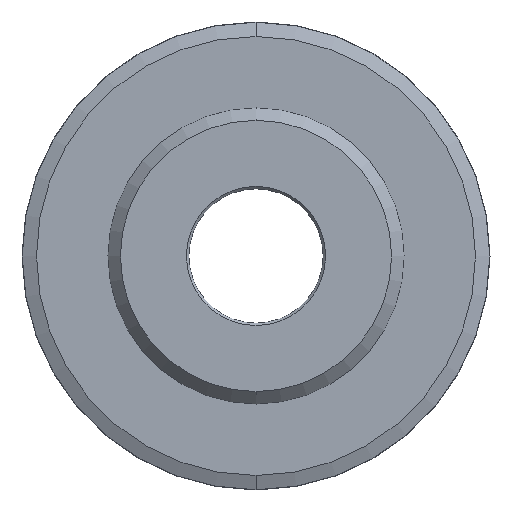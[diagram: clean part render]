
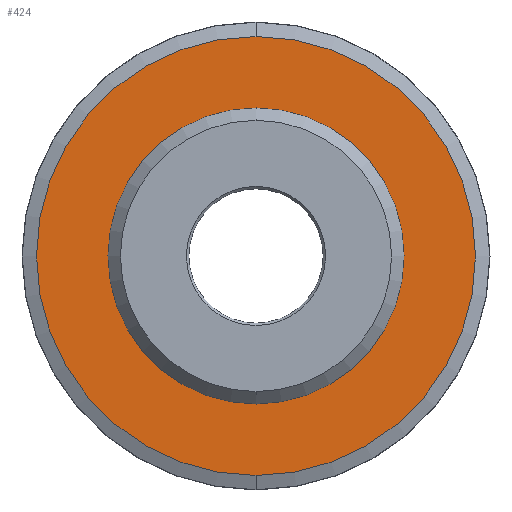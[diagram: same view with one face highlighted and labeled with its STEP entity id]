
A CAD part, top view. The second image highlights one B-rep face of the part: STEP entity #424.
In plain terms, the highlighted planar face has unit normal (0, 0, 1).
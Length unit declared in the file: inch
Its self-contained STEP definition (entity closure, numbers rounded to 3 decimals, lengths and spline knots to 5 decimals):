
#11 = DIRECTION ( 'NONE',  ( 0., -1., 0. ) ) ;
#20 = DIRECTION ( 'NONE',  ( 0., 0., 1. ) ) ;
#23 = DIRECTION ( 'NONE',  ( 0., 0., 1. ) ) ;
#33 = DIRECTION ( 'NONE',  ( 0., -1., 0. ) ) ;
#61 = CARTESIAN_POINT ( 'NONE',  ( 0., -0.95525, 0.0415 ) ) ;
#66 = ORIENTED_EDGE ( 'NONE', *, *, #140, .T. ) ;
#72 = DIRECTION ( 'NONE',  ( 0., 1., 0. ) ) ;
#75 = CARTESIAN_POINT ( 'NONE',  ( 0., -1.41626, 0.0415 ) ) ;
#79 = DIRECTION ( 'NONE',  ( 0., 0., -1. ) ) ;
#87 = AXIS2_PLACEMENT_3D ( 'NONE', #153, #20, #11 ) ;
#93 = AXIS2_PLACEMENT_3D ( 'NONE', #502, #267, #359 ) ;
#94 = CARTESIAN_POINT ( 'NONE',  ( 0., 0.95525, 0.0415 ) ) ;
#111 = EDGE_LOOP ( 'NONE', ( #314, #401 ) ) ;
#113 = EDGE_CURVE ( 'NONE', #567, #375, #372, .T. ) ;
#140 = EDGE_CURVE ( 'NONE', #430, #209, #404, .T. ) ;
#153 = CARTESIAN_POINT ( 'NONE',  ( 0., 0., 0.0415 ) ) ;
#175 = FACE_OUTER_BOUND ( 'NONE', #514, .T. ) ;
#185 = CIRCLE ( 'NONE', #87, 0.95525 ) ;
#209 = VERTEX_POINT ( 'NONE', #356 ) ;
#262 = CARTESIAN_POINT ( 'NONE',  ( 0., 0., 0.0415 ) ) ;
#267 = DIRECTION ( 'NONE',  ( 0., 0., 1. ) ) ;
#270 = CIRCLE ( 'NONE', #335, 1.41626 ) ;
#271 = AXIS2_PLACEMENT_3D ( 'NONE', #409, #79, #72 ) ;
#310 = CARTESIAN_POINT ( 'NONE',  ( 0., 0., 0.0415 ) ) ;
#312 = EDGE_CURVE ( 'NONE', #375, #567, #185, .T. ) ;
#314 = ORIENTED_EDGE ( 'NONE', *, *, #113, .F. ) ;
#335 = AXIS2_PLACEMENT_3D ( 'NONE', #262, #403, #33 ) ;
#356 = CARTESIAN_POINT ( 'NONE',  ( 0., 1.41626, 0.0415 ) ) ;
#359 = DIRECTION ( 'NONE',  ( 0., -1., 0. ) ) ;
#372 = CIRCLE ( 'NONE', #93, 0.95525 ) ;
#374 = ORIENTED_EDGE ( 'NONE', *, *, #479, .T. ) ;
#375 = VERTEX_POINT ( 'NONE', #61 ) ;
#401 = ORIENTED_EDGE ( 'NONE', *, *, #312, .F. ) ;
#403 = DIRECTION ( 'NONE',  ( 0., 0., 1. ) ) ;
#404 = CIRCLE ( 'NONE', #519, 1.41626 ) ;
#409 = CARTESIAN_POINT ( 'NONE',  ( 0., 1.41626, 0.0415 ) ) ;
#424 = ADVANCED_FACE ( 'NONE', ( #510, #175 ), #458, .F. ) ;
#430 = VERTEX_POINT ( 'NONE', #75 ) ;
#454 = DIRECTION ( 'NONE',  ( 0., -1., 0. ) ) ;
#458 = PLANE ( 'NONE',  #271 ) ;
#479 = EDGE_CURVE ( 'NONE', #209, #430, #270, .T. ) ;
#502 = CARTESIAN_POINT ( 'NONE',  ( 0., 0., 0.0415 ) ) ;
#510 = FACE_BOUND ( 'NONE', #111, .T. ) ;
#514 = EDGE_LOOP ( 'NONE', ( #374, #66 ) ) ;
#519 = AXIS2_PLACEMENT_3D ( 'NONE', #310, #23, #454 ) ;
#567 = VERTEX_POINT ( 'NONE', #94 ) ;
